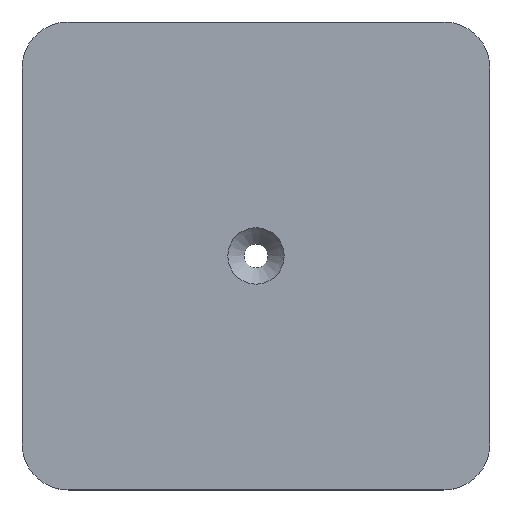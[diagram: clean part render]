
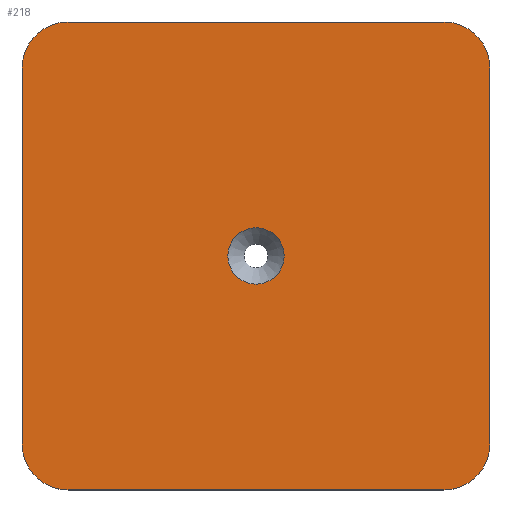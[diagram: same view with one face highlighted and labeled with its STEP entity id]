
A CAD part, top view. The second image highlights one B-rep face of the part: STEP entity #218.
In plain terms, the highlighted planar face has unit normal (0, 0, 1).
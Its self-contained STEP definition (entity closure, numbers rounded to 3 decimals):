
#15=FACE_BOUND('',#51,.T.);
#21=PLANE('',#255);
#38=FACE_OUTER_BOUND('',#50,.T.);
#50=EDGE_LOOP('',(#189,#190,#191,#192,#193,#194,#195,#196));
#51=EDGE_LOOP('',(#197));
#58=LINE('',#341,#76);
#62=LINE('',#353,#80);
#66=LINE('',#365,#84);
#70=LINE('',#377,#88);
#76=VECTOR('',#275,10.);
#80=VECTOR('',#287,10.);
#84=VECTOR('',#299,10.);
#88=VECTOR('',#311,10.);
#90=CIRCLE('',#235,3.);
#94=CIRCLE('',#242,4.9);
#96=CIRCLE('',#246,4.9);
#98=CIRCLE('',#250,4.9);
#100=CIRCLE('',#254,4.9);
#101=VERTEX_POINT('',#325);
#106=VERTEX_POINT('',#338);
#107=VERTEX_POINT('',#340);
#109=VERTEX_POINT('',#346);
#111=VERTEX_POINT('',#352);
#113=VERTEX_POINT('',#358);
#115=VERTEX_POINT('',#364);
#117=VERTEX_POINT('',#370);
#119=VERTEX_POINT('',#376);
#120=EDGE_CURVE('',#101,#101,#90,.T.);
#127=EDGE_CURVE('',#107,#106,#58,.T.);
#130=EDGE_CURVE('',#109,#107,#94,.T.);
#133=EDGE_CURVE('',#111,#109,#62,.T.);
#136=EDGE_CURVE('',#113,#111,#96,.T.);
#139=EDGE_CURVE('',#115,#113,#66,.T.);
#142=EDGE_CURVE('',#117,#115,#98,.T.);
#145=EDGE_CURVE('',#119,#117,#70,.T.);
#148=EDGE_CURVE('',#106,#119,#100,.T.);
#189=ORIENTED_EDGE('',*,*,#148,.T.);
#190=ORIENTED_EDGE('',*,*,#145,.T.);
#191=ORIENTED_EDGE('',*,*,#142,.T.);
#192=ORIENTED_EDGE('',*,*,#139,.T.);
#193=ORIENTED_EDGE('',*,*,#136,.T.);
#194=ORIENTED_EDGE('',*,*,#133,.T.);
#195=ORIENTED_EDGE('',*,*,#130,.T.);
#196=ORIENTED_EDGE('',*,*,#127,.T.);
#197=ORIENTED_EDGE('',*,*,#120,.T.);
#218=ADVANCED_FACE('',(#38,#15),#21,.T.);
#235=AXIS2_PLACEMENT_3D('',#326,#261,#262);
#242=AXIS2_PLACEMENT_3D('',#347,#281,#282);
#246=AXIS2_PLACEMENT_3D('',#359,#293,#294);
#250=AXIS2_PLACEMENT_3D('',#371,#305,#306);
#254=AXIS2_PLACEMENT_3D('',#381,#317,#318);
#255=AXIS2_PLACEMENT_3D('',#382,#319,#320);
#261=DIRECTION('center_axis',(0.,0.,-1.));
#262=DIRECTION('ref_axis',(1.,0.,0.));
#275=DIRECTION('',(0.,1.,0.));
#281=DIRECTION('center_axis',(0.,0.,1.));
#282=DIRECTION('ref_axis',(0.,-1.,0.));
#287=DIRECTION('',(1.,0.,0.));
#293=DIRECTION('center_axis',(0.,0.,1.));
#294=DIRECTION('ref_axis',(-1.,0.,0.));
#299=DIRECTION('',(0.,-1.,0.));
#305=DIRECTION('center_axis',(0.,0.,1.));
#306=DIRECTION('ref_axis',(0.,1.,0.));
#311=DIRECTION('',(-1.,0.,0.));
#317=DIRECTION('center_axis',(0.,0.,1.));
#318=DIRECTION('ref_axis',(1.,0.,0.));
#319=DIRECTION('center_axis',(0.,0.,1.));
#320=DIRECTION('ref_axis',(-1.,0.,0.));
#325=CARTESIAN_POINT('',(-117.302,-56.367,-5.4));
#326=CARTESIAN_POINT('Origin',(-114.302,-56.367,-5.4));
#338=CARTESIAN_POINT('',(-89.402,-36.367,-5.4));
#340=CARTESIAN_POINT('',(-89.402,-76.367,-5.4));
#341=CARTESIAN_POINT('',(-89.402,-76.367,-5.4));
#346=CARTESIAN_POINT('',(-94.302,-81.267,-5.4));
#347=CARTESIAN_POINT('Origin',(-94.302,-76.367,-5.4));
#352=CARTESIAN_POINT('',(-134.302,-81.267,-5.4));
#353=CARTESIAN_POINT('',(-134.302,-81.267,-5.4));
#358=CARTESIAN_POINT('',(-139.202,-76.367,-5.4));
#359=CARTESIAN_POINT('Origin',(-134.302,-76.367,-5.4));
#364=CARTESIAN_POINT('',(-139.202,-36.367,-5.4));
#365=CARTESIAN_POINT('',(-139.202,-36.367,-5.4));
#370=CARTESIAN_POINT('',(-134.302,-31.467,-5.4));
#371=CARTESIAN_POINT('Origin',(-134.302,-36.367,-5.4));
#376=CARTESIAN_POINT('',(-94.302,-31.467,-5.4));
#377=CARTESIAN_POINT('',(-94.302,-31.467,-5.4));
#381=CARTESIAN_POINT('Origin',(-94.302,-36.367,-5.4));
#382=CARTESIAN_POINT('Origin',(-114.302,-56.367,-5.4));
